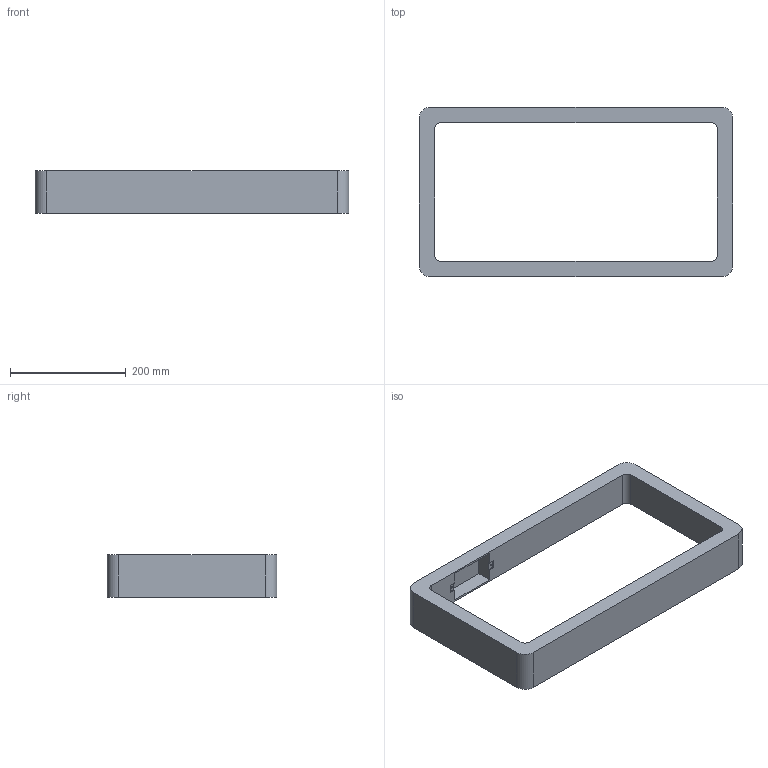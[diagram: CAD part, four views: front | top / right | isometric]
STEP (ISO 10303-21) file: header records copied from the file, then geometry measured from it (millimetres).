
FILE_DESCRIPTION(/* description */ (''),/* implementation_level */ '2;1');
FILE_NAME(/* name */ 'lid v7.step',/* time_stamp */ '2024-04-21T08:36:44-04:00',/* author */ (''),/* organization */ (''),/* preprocessor_version */ 'ST-DEVELOPER v20',/* originating_system */ 'Autodesk Translation Framework v12.20.1.177',/* authorisation */ '');
FILE_SCHEMA (('AUTOMOTIVE_DESIGN { 1 0 10303 214 3 1 1 }'));
Length unit declared in the file: millimetre
Products named in the file (2): lid; Component1
Assembly tree (1 placements, depth 2):
  lid
    Component1
Bounding box: 542.16 x 293.24 x 74 mm (x, y, z)
Volume: 2696196 mm3; surface area: 321927.5 mm2
Topology: 1 solids, 1 shells, 49 faces, 126 edges, 84 vertices
Faces by surface type: plane 35, cylinder 14
Full cylindrical faces by diameter (mm): 3 x2
Entity records: 1545 total; most frequent: CARTESIAN_POINT 262, DIRECTION 258, ORIENTED_EDGE 252, EDGE_CURVE 126, LINE 98, VECTOR 98, VERTEX_POINT 84, AXIS2_PLACEMENT_3D 80
